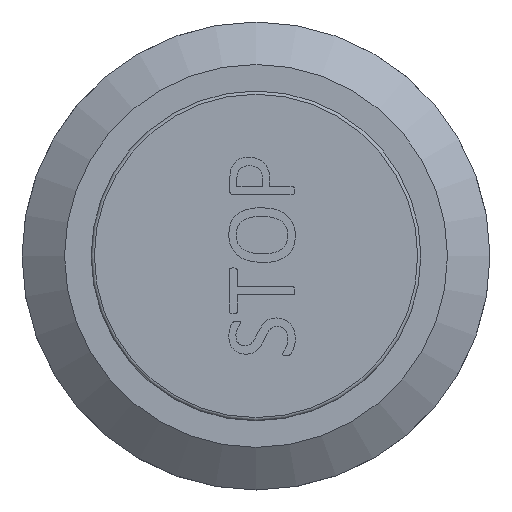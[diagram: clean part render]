
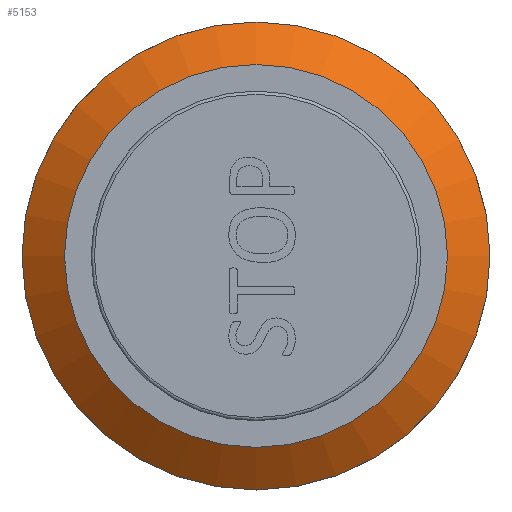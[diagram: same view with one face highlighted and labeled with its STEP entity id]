
A CAD part, top view. The second image highlights one B-rep face of the part: STEP entity #5153.
In plain terms, the highlighted conical face has half-angle 53.13 degrees and reference radius 10 mm.
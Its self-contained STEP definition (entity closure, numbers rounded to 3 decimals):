
#16=CONICAL_SURFACE('',#5519,10.,0.927);
#239=CIRCLE('',#5517,11.);
#240=CIRCLE('',#5518,11.);
#241=CIRCLE('',#5520,9.);
#242=CIRCLE('',#5521,9.);
#540=FACE_OUTER_BOUND('',#835,.T.);
#835=EDGE_LOOP('',(#4701,#4702,#4703,#4704,#4705,#4706));
#1326=LINE('',#9031,#1813);
#1813=VECTOR('',#6707,10.);
#2448=VERTEX_POINT('',#9021);
#2449=VERTEX_POINT('',#9022);
#2450=VERTEX_POINT('',#9027);
#2451=VERTEX_POINT('',#9028);
#3201=EDGE_CURVE('',#2448,#2449,#239,.T.);
#3202=EDGE_CURVE('',#2449,#2448,#240,.T.);
#3204=EDGE_CURVE('',#2450,#2451,#241,.T.);
#3205=EDGE_CURVE('',#2451,#2450,#242,.T.);
#3206=EDGE_CURVE('',#2451,#2449,#1326,.T.);
#4701=ORIENTED_EDGE('',*,*,#3204,.F.);
#4702=ORIENTED_EDGE('',*,*,#3205,.F.);
#4703=ORIENTED_EDGE('',*,*,#3206,.T.);
#4704=ORIENTED_EDGE('',*,*,#3202,.T.);
#4705=ORIENTED_EDGE('',*,*,#3201,.T.);
#4706=ORIENTED_EDGE('',*,*,#3206,.F.);
#5153=ADVANCED_FACE('',(#540),#16,.T.);
#5517=AXIS2_PLACEMENT_3D('',#9023,#6696,#6697);
#5518=AXIS2_PLACEMENT_3D('',#9024,#6698,#6699);
#5519=AXIS2_PLACEMENT_3D('',#9026,#6701,#6702);
#5520=AXIS2_PLACEMENT_3D('',#9029,#6703,#6704);
#5521=AXIS2_PLACEMENT_3D('',#9030,#6705,#6706);
#6696=DIRECTION('center_axis',(0.,0.,1.));
#6697=DIRECTION('ref_axis',(0.,-1.,0.));
#6698=DIRECTION('center_axis',(0.,0.,1.));
#6699=DIRECTION('ref_axis',(0.,-1.,0.));
#6701=DIRECTION('center_axis',(0.,0.,-1.));
#6702=DIRECTION('ref_axis',(0.,-1.,0.));
#6703=DIRECTION('center_axis',(0.,0.,1.));
#6704=DIRECTION('ref_axis',(0.,-1.,0.));
#6705=DIRECTION('center_axis',(0.,0.,1.));
#6706=DIRECTION('ref_axis',(0.,-1.,0.));
#6707=DIRECTION('',(0.,0.8,-0.6));
#9021=CARTESIAN_POINT('',(0.,-11.,0.5));
#9022=CARTESIAN_POINT('',(0.,11.,0.5));
#9023=CARTESIAN_POINT('Origin',(0.,0.,0.5));
#9024=CARTESIAN_POINT('Origin',(0.,0.,0.5));
#9026=CARTESIAN_POINT('Origin',(0.,0.,1.25));
#9027=CARTESIAN_POINT('',(0.,-9.,2.));
#9028=CARTESIAN_POINT('',(0.,9.,2.));
#9029=CARTESIAN_POINT('Origin',(0.,0.,2.));
#9030=CARTESIAN_POINT('Origin',(0.,0.,2.));
#9031=CARTESIAN_POINT('',(0.,10.,1.25));
